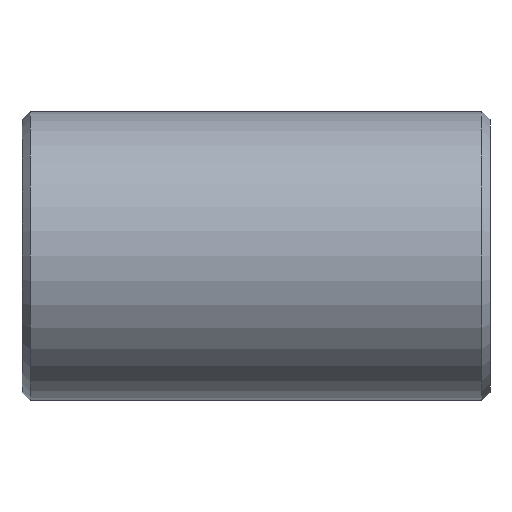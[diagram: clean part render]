
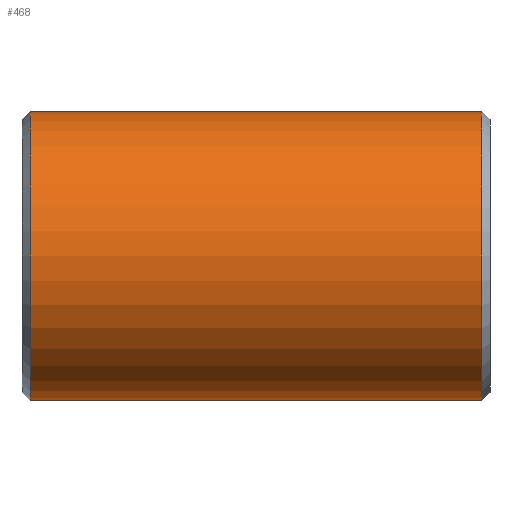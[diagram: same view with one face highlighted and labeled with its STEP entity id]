
A CAD part, front view. The second image highlights one B-rep face of the part: STEP entity #468.
In plain terms, the highlighted cylindrical face has radius 109.537 mm (diameter 219.075 mm), a partial arc.
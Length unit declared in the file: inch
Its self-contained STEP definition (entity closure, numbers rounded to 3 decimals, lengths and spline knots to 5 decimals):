
#2 = VECTOR ( 'NONE', #832, 39.37008 ) ;
#27 = CIRCLE ( 'NONE', #567, 4.3125 ) ;
#75 = CARTESIAN_POINT ( 'NONE',  ( 7., 0., 0. ) ) ;
#106 = VECTOR ( 'NONE', #352, 39.37008 ) ;
#114 = CIRCLE ( 'NONE', #806, 4.3125 ) ;
#122 = CARTESIAN_POINT ( 'NONE',  ( 6.76033, 0., 0. ) ) ;
#160 = EDGE_CURVE ( 'NONE', #482, #522, #766, .T. ) ;
#167 = DIRECTION ( 'NONE',  ( -1., 0., 0. ) ) ;
#174 = LINE ( 'NONE', #434, #106 ) ;
#299 = DIRECTION ( 'NONE',  ( 0., 0., -1. ) ) ;
#305 = CARTESIAN_POINT ( 'NONE',  ( -6.76033, 0., 0. ) ) ;
#338 = CARTESIAN_POINT ( 'NONE',  ( 6.76033, 0., 4.3125 ) ) ;
#352 = DIRECTION ( 'NONE',  ( -1., 0., 0. ) ) ;
#397 = ORIENTED_EDGE ( 'NONE', *, *, #435, .T. ) ;
#405 = EDGE_CURVE ( 'NONE', #773, #482, #27, .T. ) ;
#434 = CARTESIAN_POINT ( 'NONE',  ( 7., 0., -4.3125 ) ) ;
#435 = EDGE_CURVE ( 'NONE', #522, #691, #114, .T. ) ;
#468 = ADVANCED_FACE ( 'NONE', ( #472 ), #520, .T. ) ;
#472 = FACE_OUTER_BOUND ( 'NONE', #822, .T. ) ;
#482 = VERTEX_POINT ( 'NONE', #338 ) ;
#504 = ORIENTED_EDGE ( 'NONE', *, *, #405, .T. ) ;
#520 = CYLINDRICAL_SURFACE ( 'NONE', #770, 4.3125 ) ;
#522 = VERTEX_POINT ( 'NONE', #784 ) ;
#567 = AXIS2_PLACEMENT_3D ( 'NONE', #122, #167, #299 ) ;
#582 = CARTESIAN_POINT ( 'NONE',  ( 6.76033, 0., -4.3125 ) ) ;
#584 = CARTESIAN_POINT ( 'NONE',  ( 7., 0., 4.3125 ) ) ;
#592 = DIRECTION ( 'NONE',  ( 0., 0., 1. ) ) ;
#622 = CARTESIAN_POINT ( 'NONE',  ( -6.76033, 0., -4.3125 ) ) ;
#674 = ORIENTED_EDGE ( 'NONE', *, *, #160, .T. ) ;
#691 = VERTEX_POINT ( 'NONE', #622 ) ;
#718 = DIRECTION ( 'NONE',  ( -1., 0., 0. ) ) ;
#756 = ORIENTED_EDGE ( 'NONE', *, *, #762, .F. ) ;
#758 = DIRECTION ( 'NONE',  ( 0., 0., 1. ) ) ;
#762 = EDGE_CURVE ( 'NONE', #773, #691, #174, .T. ) ;
#766 = LINE ( 'NONE', #584, #2 ) ;
#770 = AXIS2_PLACEMENT_3D ( 'NONE', #75, #718, #592 ) ;
#773 = VERTEX_POINT ( 'NONE', #582 ) ;
#784 = CARTESIAN_POINT ( 'NONE',  ( -6.76033, 0., 4.3125 ) ) ;
#806 = AXIS2_PLACEMENT_3D ( 'NONE', #305, #825, #758 ) ;
#822 = EDGE_LOOP ( 'NONE', ( #756, #504, #674, #397 ) ) ;
#825 = DIRECTION ( 'NONE',  ( 1., 0., 0. ) ) ;
#832 = DIRECTION ( 'NONE',  ( -1., 0., 0. ) ) ;
